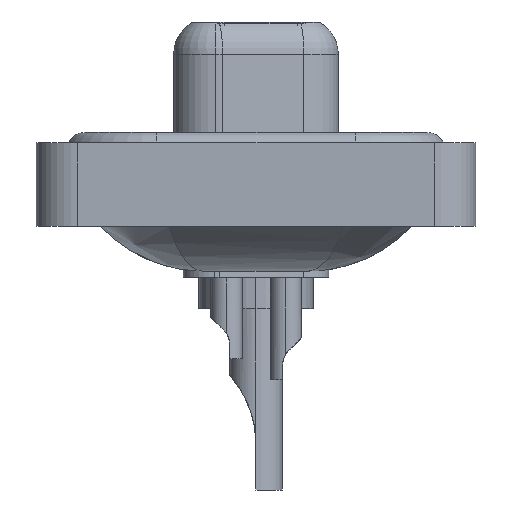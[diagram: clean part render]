
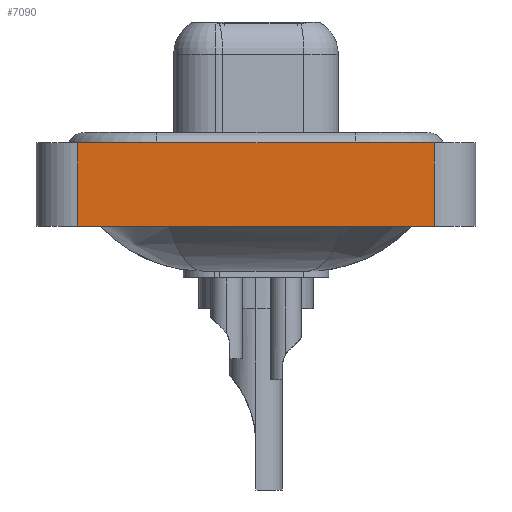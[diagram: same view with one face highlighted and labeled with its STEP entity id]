
A CAD part, left-side view. The second image highlights one B-rep face of the part: STEP entity #7090.
In plain terms, the highlighted planar face has unit normal (-1, 0, 0).
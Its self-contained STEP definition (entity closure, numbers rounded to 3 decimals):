
#850 = ORIENTED_EDGE ( 'NONE', *, *, #16986, .T. ) ;
#1627 = ORIENTED_EDGE ( 'NONE', *, *, #18104, .F. ) ;
#1740 = EDGE_CURVE ( 'NONE', #10045, #12371, #17113, .T. ) ;
#1759 = CARTESIAN_POINT ( 'NONE',  ( -7.3, -8.55, 0.4 ) ) ;
#1848 = VECTOR ( 'NONE', #2636, 1000. ) ;
#2249 = CARTESIAN_POINT ( 'NONE',  ( -7.3, 8.55, -3.6 ) ) ;
#2636 = DIRECTION ( 'NONE',  ( 0., 0., 1. ) ) ;
#3668 = VECTOR ( 'NONE', #16783, 1000. ) ;
#3761 = LINE ( 'NONE', #7023, #9806 ) ;
#4426 = VERTEX_POINT ( 'NONE', #7636 ) ;
#4608 = AXIS2_PLACEMENT_3D ( 'NONE', #7691, #12679, #17771 ) ;
#4898 = CARTESIAN_POINT ( 'NONE',  ( -7.3, -8.55, -3.6 ) ) ;
#5796 = VERTEX_POINT ( 'NONE', #1759 ) ;
#5890 = VECTOR ( 'NONE', #9169, 1000. ) ;
#6171 = EDGE_LOOP ( 'NONE', ( #850, #16711, #1627, #12875 ) ) ;
#7023 = CARTESIAN_POINT ( 'NONE',  ( -7.3, -8.55, 0.4 ) ) ;
#7090 = ADVANCED_FACE ( 'NONE', ( #16301 ), #16515, .T. ) ;
#7636 = CARTESIAN_POINT ( 'NONE',  ( -7.3, 8.55, 0.4 ) ) ;
#7691 = CARTESIAN_POINT ( 'NONE',  ( -7.3, -8.55, -3.6 ) ) ;
#9169 = DIRECTION ( 'NONE',  ( 0., 0., 1. ) ) ;
#9806 = VECTOR ( 'NONE', #20952, 1000. ) ;
#10045 = VERTEX_POINT ( 'NONE', #18723 ) ;
#12371 = VERTEX_POINT ( 'NONE', #15763 ) ;
#12679 = DIRECTION ( 'NONE',  ( -1., 0., 0. ) ) ;
#12875 = ORIENTED_EDGE ( 'NONE', *, *, #1740, .T. ) ;
#14766 = CARTESIAN_POINT ( 'NONE',  ( -7.3, -8.55, -3.6 ) ) ;
#15763 = CARTESIAN_POINT ( 'NONE',  ( -7.3, -8.55, -3.6 ) ) ;
#16301 = FACE_OUTER_BOUND ( 'NONE', #6171, .T. ) ;
#16319 = EDGE_CURVE ( 'NONE', #4426, #5796, #3761, .T. ) ;
#16515 = PLANE ( 'NONE',  #4608 ) ;
#16711 = ORIENTED_EDGE ( 'NONE', *, *, #16319, .F. ) ;
#16783 = DIRECTION ( 'NONE',  ( 0., -1., 0. ) ) ;
#16986 = EDGE_CURVE ( 'NONE', #12371, #5796, #19508, .T. ) ;
#17113 = LINE ( 'NONE', #4898, #3668 ) ;
#17766 = LINE ( 'NONE', #2249, #5890 ) ;
#17771 = DIRECTION ( 'NONE',  ( 0., 0., 1. ) ) ;
#18104 = EDGE_CURVE ( 'NONE', #10045, #4426, #17766, .T. ) ;
#18723 = CARTESIAN_POINT ( 'NONE',  ( -7.3, 8.55, -3.6 ) ) ;
#19508 = LINE ( 'NONE', #14766, #1848 ) ;
#20952 = DIRECTION ( 'NONE',  ( 0., -1., 0. ) ) ;
